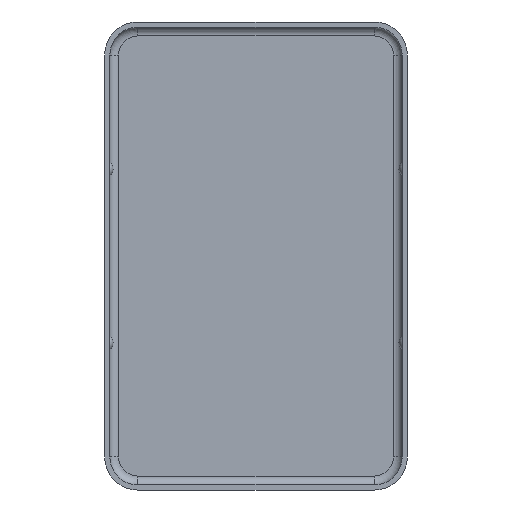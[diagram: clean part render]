
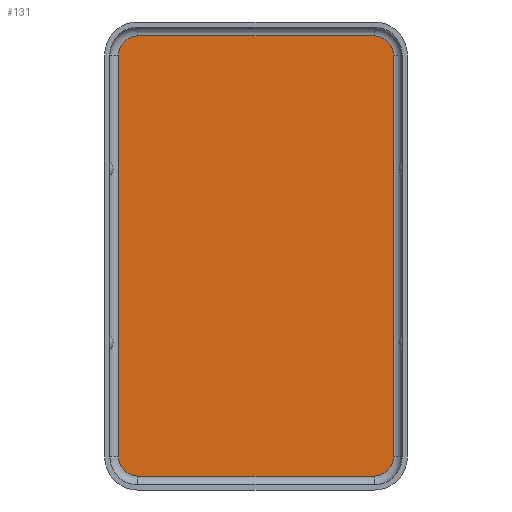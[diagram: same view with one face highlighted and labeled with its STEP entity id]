
A CAD part, front view. The second image highlights one B-rep face of the part: STEP entity #131.
In plain terms, the highlighted planar face has unit normal (0, -1, 0).
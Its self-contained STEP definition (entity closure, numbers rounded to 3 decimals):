
#131 = ADVANCED_FACE( 'NONE', ( #275 ), #276, .T. );
#275 = FACE_OUTER_BOUND( '', #420, .T. );
#276 = PLANE( '', #421 );
#420 = EDGE_LOOP( '', ( #716, #717, #718, #719, #720, #721, #722, #723 ) );
#421 = AXIS2_PLACEMENT_3D( '', #724, #725, #726 );
#716 = ORIENTED_EDGE( '', *, *, #913, .F. );
#717 = ORIENTED_EDGE( '', *, *, #914, .F. );
#718 = ORIENTED_EDGE( '', *, *, #915, .F. );
#719 = ORIENTED_EDGE( '', *, *, #916, .T. );
#720 = ORIENTED_EDGE( '', *, *, #839, .T. );
#721 = ORIENTED_EDGE( '', *, *, #892, .F. );
#722 = ORIENTED_EDGE( '', *, *, #876, .T. );
#723 = ORIENTED_EDGE( '', *, *, #888, .T. );
#724 = CARTESIAN_POINT( '', ( 6.8, 0., -11.55 ) );
#725 = DIRECTION( '', ( 0., -1., 0. ) );
#726 = DIRECTION( '', ( 0., 0., -1. ) );
#839 = EDGE_CURVE( 'NONE', #997, #995, #998, .T. );
#876 = EDGE_CURVE( 'NONE', #1053, #1051, #1054, .T. );
#888 = EDGE_CURVE( 'NONE', #1051, #1067, #1069, .T. );
#892 = EDGE_CURVE( 'NONE', #1053, #995, #1074, .T. );
#913 = EDGE_CURVE( 'NONE', #1097, #1067, #1098, .T. );
#914 = EDGE_CURVE( 'NONE', #1099, #1097, #1100, .T. );
#915 = EDGE_CURVE( 'NONE', #1101, #1099, #1102, .T. );
#916 = EDGE_CURVE( 'NONE', #1101, #997, #1103, .T. );
#995 = VERTEX_POINT( 'NONE', #1195 );
#997 = VERTEX_POINT( 'NONE', #1197 );
#998 = LINE( '', #1198, #1199 );
#1051 = VERTEX_POINT( 'NONE', #1267 );
#1053 = VERTEX_POINT( 'NONE', #1269 );
#1054 = LINE( '', #1270, #1271 );
#1067 = VERTEX_POINT( 'NONE', #1286 );
#1069 = CIRCLE( '', #1288, 1.1 );
#1074 = CIRCLE( '', #1293, 1.1 );
#1097 = VERTEX_POINT( 'NONE', #1321 );
#1098 = LINE( '', #1322, #1323 );
#1099 = VERTEX_POINT( 'NONE', #1324 );
#1100 = CIRCLE( '', #1325, 1.1 );
#1101 = VERTEX_POINT( 'NONE', #1326 );
#1102 = LINE( '', #1327, #1328 );
#1103 = CIRCLE( '', #1329, 1.1 );
#1195 = CARTESIAN_POINT( '', ( -6.8, 0., 12.65 ) );
#1197 = CARTESIAN_POINT( '', ( 6.8, 0., 12.65 ) );
#1198 = CARTESIAN_POINT( '', ( 6.8, 0., 12.65 ) );
#1199 = VECTOR( '', #1410, 1000. );
#1267 = CARTESIAN_POINT( '', ( -7.9, 0., -11.55 ) );
#1269 = CARTESIAN_POINT( '', ( -7.9, 0., 11.55 ) );
#1270 = CARTESIAN_POINT( '', ( -7.9, 0., 0. ) );
#1271 = VECTOR( '', #1465, 1000. );
#1286 = CARTESIAN_POINT( '', ( -6.8, 0., -12.65 ) );
#1288 = AXIS2_PLACEMENT_3D( '', #1483, #1484, #1485 );
#1293 = AXIS2_PLACEMENT_3D( '', #1489, #1490, #1491 );
#1321 = CARTESIAN_POINT( '', ( 6.8, 0., -12.65 ) );
#1322 = CARTESIAN_POINT( '', ( 6.8, 0., -12.65 ) );
#1323 = VECTOR( '', #1509, 1000. );
#1324 = CARTESIAN_POINT( '', ( 7.9, 0., -11.55 ) );
#1325 = AXIS2_PLACEMENT_3D( '', #1510, #1511, #1512 );
#1326 = CARTESIAN_POINT( '', ( 7.9, 0., 11.55 ) );
#1327 = CARTESIAN_POINT( '', ( 7.9, 0., 0. ) );
#1328 = VECTOR( '', #1513, 1000. );
#1329 = AXIS2_PLACEMENT_3D( '', #1514, #1515, #1516 );
#1410 = DIRECTION( '', ( -1., 0., 0. ) );
#1465 = DIRECTION( '', ( 0., 0., -1. ) );
#1483 = CARTESIAN_POINT( '', ( -6.8, 0., -11.55 ) );
#1484 = DIRECTION( '', ( 0., -1., 0. ) );
#1485 = DIRECTION( '', ( 0., 0., 1. ) );
#1489 = CARTESIAN_POINT( '', ( -6.8, 0., 11.55 ) );
#1490 = DIRECTION( '', ( 0., 1., 0. ) );
#1491 = DIRECTION( '', ( 0., 0., -1. ) );
#1509 = DIRECTION( '', ( -1., 0., 0. ) );
#1510 = CARTESIAN_POINT( '', ( 6.8, 0., -11.55 ) );
#1511 = DIRECTION( '', ( 0., 1., 0. ) );
#1512 = DIRECTION( '', ( 0., 0., 1. ) );
#1513 = DIRECTION( '', ( 0., 0., -1. ) );
#1514 = CARTESIAN_POINT( '', ( 6.8, 0., 11.55 ) );
#1515 = DIRECTION( '', ( 0., -1., 0. ) );
#1516 = DIRECTION( '', ( 0., 0., -1. ) );
